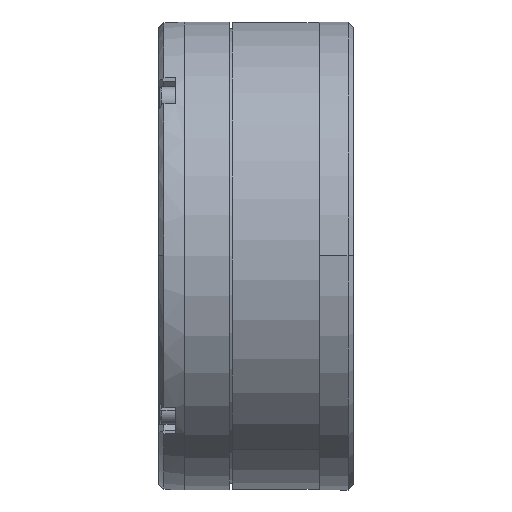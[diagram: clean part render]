
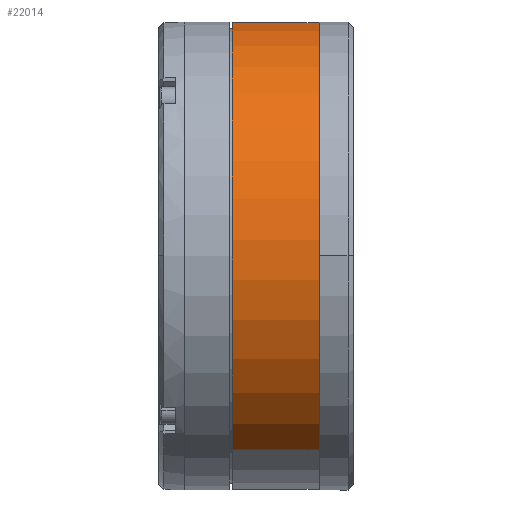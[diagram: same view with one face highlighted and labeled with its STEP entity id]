
A CAD part, top view. The second image highlights one B-rep face of the part: STEP entity #22014.
In plain terms, the highlighted cylindrical face has radius 44.5 mm (diameter 89 mm), a partial arc.
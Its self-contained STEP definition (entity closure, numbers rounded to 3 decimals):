
#594 = CYLINDRICAL_SURFACE ( 'NONE', #18142, 44.5 ) ;
#607 = FACE_OUTER_BOUND ( 'NONE', #11984, .T. ) ;
#2157 = CARTESIAN_POINT ( 'NONE',  ( -6.5, 36.929, -24.829 ) ) ;
#2169 = DIRECTION ( 'NONE',  ( -1., 0., 0. ) ) ;
#2193 = DIRECTION ( 'NONE',  ( 0., -0.83, 0.558 ) ) ;
#2202 = CARTESIAN_POINT ( 'NONE',  ( -6.5, 0., 0. ) ) ;
#2210 = DIRECTION ( 'NONE',  ( -1., 0., 0. ) ) ;
#2264 = CARTESIAN_POINT ( 'NONE',  ( -23., 0., 0. ) ) ;
#2265 = DIRECTION ( 'NONE',  ( 1., 0., 0. ) ) ;
#2283 = DIRECTION ( 'NONE',  ( 0., -0.83, 0.558 ) ) ;
#2346 = CARTESIAN_POINT ( 'NONE',  ( -6.5, -36.929, 24.829 ) ) ;
#2356 = DIRECTION ( 'NONE',  ( -1., 0., 0. ) ) ;
#4523 = CARTESIAN_POINT ( 'NONE',  ( -6.5, 0., 0. ) ) ;
#4524 = DIRECTION ( 'NONE',  ( 0., -0.83, 0.558 ) ) ;
#4564 = DIRECTION ( 'NONE',  ( -1., 0., 0. ) ) ;
#6640 = ORIENTED_EDGE ( 'NONE', *, *, #10314, .T. ) ;
#6697 = ORIENTED_EDGE ( 'NONE', *, *, #10272, .T. ) ;
#6718 = ORIENTED_EDGE ( 'NONE', *, *, #10283, .T. ) ;
#6722 = ORIENTED_EDGE ( 'NONE', *, *, #10335, .F. ) ;
#10272 = EDGE_CURVE ( 'NONE', #11259, #11263, #20643, .T. ) ;
#10283 = EDGE_CURVE ( 'NONE', #11303, #11259, #20637, .T. ) ;
#10314 = EDGE_CURVE ( 'NONE', #11263, #11292, #20779, .T. ) ;
#10335 = EDGE_CURVE ( 'NONE', #11303, #11292, #20753, .T. ) ;
#11259 = VERTEX_POINT ( 'NONE', #17561 ) ;
#11263 = VERTEX_POINT ( 'NONE', #17645 ) ;
#11292 = VERTEX_POINT ( 'NONE', #17731 ) ;
#11303 = VERTEX_POINT ( 'NONE', #17693 ) ;
#11984 = EDGE_LOOP ( 'NONE', ( #6718, #6697, #6640, #6722 ) ) ;
#16592 = AXIS2_PLACEMENT_3D ( 'NONE', #2202, #2210, #2193 ) ;
#16650 = AXIS2_PLACEMENT_3D ( 'NONE', #2264, #2265, #2283 ) ;
#17561 = CARTESIAN_POINT ( 'NONE',  ( -6.5, 36.929, -24.829 ) ) ;
#17645 = CARTESIAN_POINT ( 'NONE',  ( -23., 36.929, -24.829 ) ) ;
#17693 = CARTESIAN_POINT ( 'NONE',  ( -6.5, -36.929, 24.829 ) ) ;
#17731 = CARTESIAN_POINT ( 'NONE',  ( -23., -36.929, 24.829 ) ) ;
#18142 = AXIS2_PLACEMENT_3D ( 'NONE', #4523, #4564, #4524 ) ;
#20637 = CIRCLE ( 'NONE', #16592, 44.5 ) ;
#20643 = LINE ( 'NONE', #2157, #20674 ) ;
#20674 = VECTOR ( 'NONE', #2169, 1000. ) ;
#20753 = LINE ( 'NONE', #2346, #20767 ) ;
#20767 = VECTOR ( 'NONE', #2356, 1000. ) ;
#20779 = CIRCLE ( 'NONE', #16650, 44.5 ) ;
#22014 = ADVANCED_FACE ( 'NONE', ( #607 ), #594, .T. ) ;
